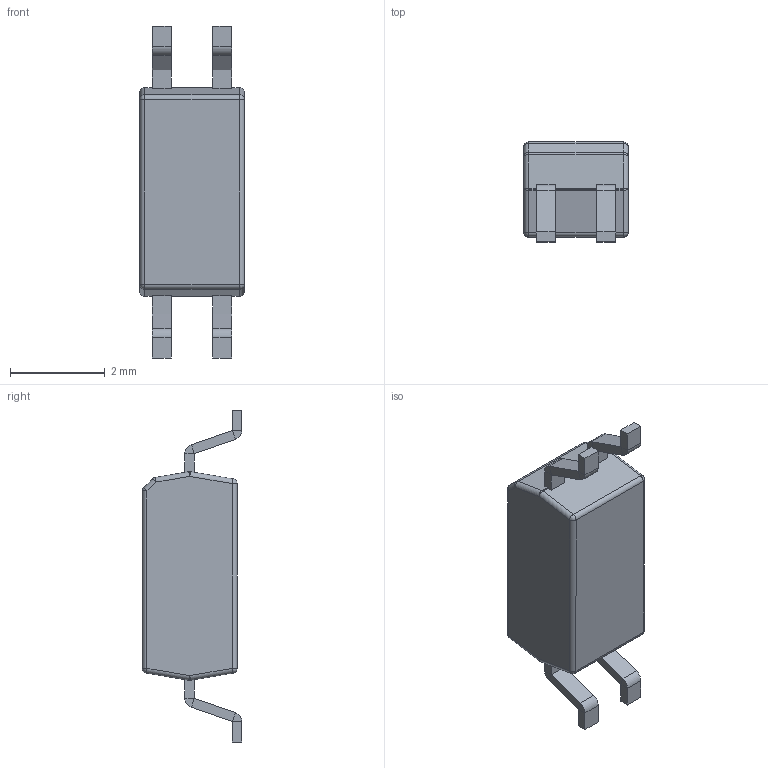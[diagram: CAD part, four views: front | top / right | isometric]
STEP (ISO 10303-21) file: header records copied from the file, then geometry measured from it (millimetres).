
FILE_DESCRIPTION (( 'STEP AP214' ), '1' );
FILE_NAME ('pc3h7.STEP', '2023-01-23T15:55:29', ( '' ), ( '' ), 'SwSTEP 2.0', 'SolidWorks 2022', '' );
FILE_SCHEMA (( 'AUTOMOTIVE_DESIGN' ));
Length unit declared in the file: millimetre
Products named in the file (1): pc3h7
Bounding box: 2.2 x 2.1 x 7 mm (x, y, z)
Volume: 19.1 mm3; surface area: 51.8 mm2
Topology: 1 solids, 1 shells, 127 faces, 282 edges, 146 vertices
Faces by surface type: plane 77, cylinder 36, sphere 14
Entity records: 4137 total; most frequent: DIRECTION 597, CARTESIAN_POINT 541, ORIENTED_EDGE 538, EDGE_CURVE 269, AXIS2_PLACEMENT_3D 200, LINE 197, VECTOR 197, VERTEX_POINT 144
